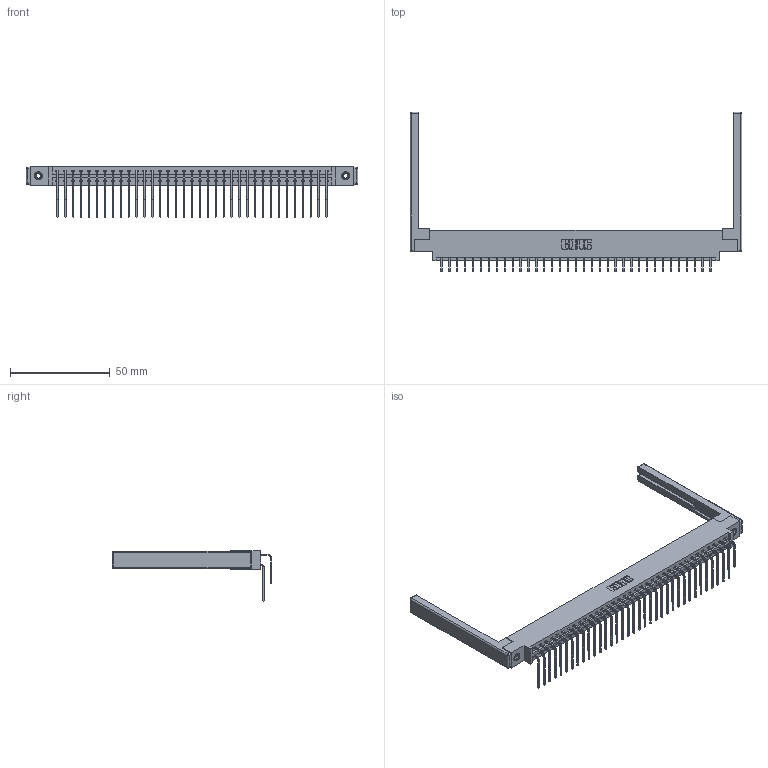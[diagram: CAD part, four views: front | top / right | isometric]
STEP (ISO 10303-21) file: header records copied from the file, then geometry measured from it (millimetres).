
FILE_DESCRIPTION (( 'STEP AP203' ), '1' );
FILE_NAME ('387-070-559-868.STEP', '2019-10-21T23:14:49', ( '' ), ( '' ), 'SwSTEP 2.0', 'SolidWorks 2016', '' );
FILE_SCHEMA (( 'CONFIG_CONTROL_DESIGN' ));
Length unit declared in the file: inch
Products named in the file (6): 337 Part_0.170 Offset - 0.156 Dia-TI; 345-250-001_345-250-001-102; 345-292-001_558 559 Tail - 1; 307-220-068; 345-292-001_559 Tail - 2; 387-070-559-868
Assembly tree (75 placements, depth 2):
  387-070-559-868
    337 Part_0.170 Offset - 0.156 Dia-TI
    345-292-001_558 559 Tail - 1  x35
    345-292-001_559 Tail - 2  x35
    345-250-001_345-250-001-102  x2
    307-220-068  x2
Bounding box: 166.12 x 79.95 x 25.53 mm (x, y, z)
Volume: 22084.5 mm3; surface area: 26111.4 mm2
Topology: 75 solids, 75 shells, 4192 faces, 12403 edges, 8154 vertices
Faces by surface type: plane 2962, cylinder 1206, cone 12, sphere 8, torus 4
Entity records: 32718 total; most frequent: CARTESIAN_POINT 5530, ORIENTED_EDGE 5404, DIRECTION 4768, EDGE_CURVE 2702, VECTOR 2484, LINE 2484, VERTEX_POINT 1790, AXIS2_PLACEMENT_3D 1142
